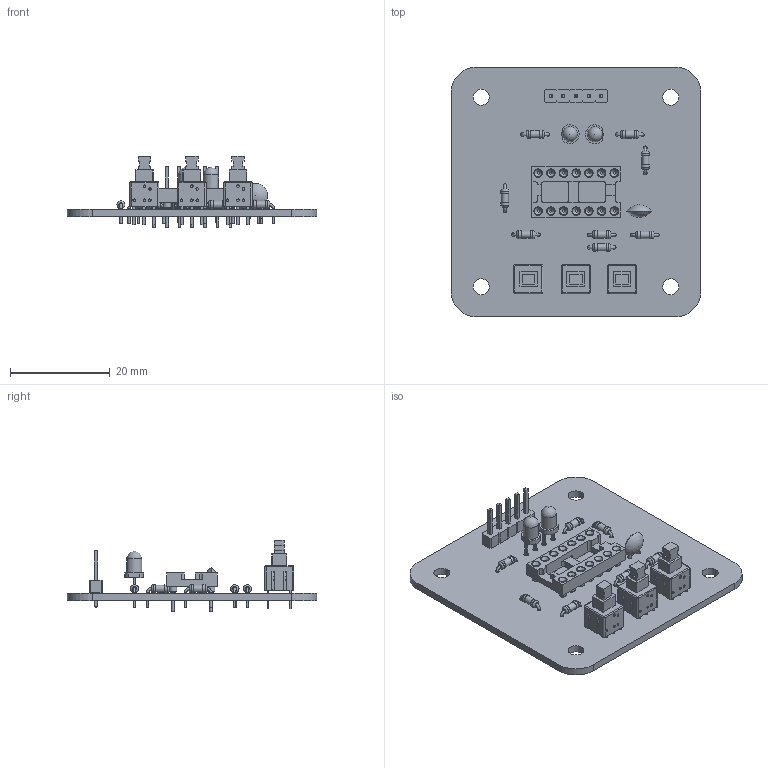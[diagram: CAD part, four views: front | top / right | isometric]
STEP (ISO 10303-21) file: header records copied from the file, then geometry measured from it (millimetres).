
FILE_DESCRIPTION(('KiCad electronic assembly'),'2;1');
FILE_NAME('Clock Helper.step','2026-01-31T12:59:57',('Pcbnew'),('Kicad') ,'Open CASCADE STEP processor 7.8','KiCad to STEP converter','Unknown' );
FILE_SCHEMA(('AUTOMOTIVE_DESIGN { 1 0 10303 214 1 1 1 1 }'));
Length unit declared in the file: millimetre
Products named in the file (8): Clock Helper 1; R_Axial_DIN0204_L3.6mm_D1.6mm_P5.08mm_Horizontal; XKB5858; LED_D3.0mm; C_Disc_D5.0mm_W2.5mm_P2.50mm; DIP-14_W7.62mm_Socket; PinHeader_1x05_P2.54mm_Vertical; Clock Helper_PCB
Assembly tree (17 placements, depth 2):
  Clock Helper 1
    R_Axial_DIN0204_L3.6mm_D1.6mm_P5.08mm_Horizontal  x8
    XKB5858  x3
    LED_D3.0mm  x2
    C_Disc_D5.0mm_W2.5mm_P2.50mm
    DIP-14_W7.62mm_Socket
    PinHeader_1x05_P2.54mm_Vertical
    Clock Helper_PCB
Bounding box: 50 x 50 x 14.28 mm (x, y, z)
Volume: 4889.8 mm3; surface area: 7762.1 mm2
Topology: 17 solids, 17 shells, 2353 faces, 6096 edges, 4016 vertices
Faces by surface type: plane 1956, cylinder 307, cone 42, torus 32, bspline 12, sphere 4
Full cylindrical faces by diameter (mm): 0.5 x18, 0.508 x28, 0.7 x16, 0.8 x16, 0.9 x4, 0.953 x18, 1 x5, 1.44 x8, 1.524 x14, 1.6 x16, 1.724 x14, 3 x2, 3.2 x4
Entity records: 34209 total; most frequent: CARTESIAN_POINT 5836, ORIENTED_EDGE 5218, DIRECTION 5149, EDGE_CURVE 2609, LINE 2157, VECTOR 2157, VERTEX_POINT 1711, AXIS2_PLACEMENT_3D 1496
